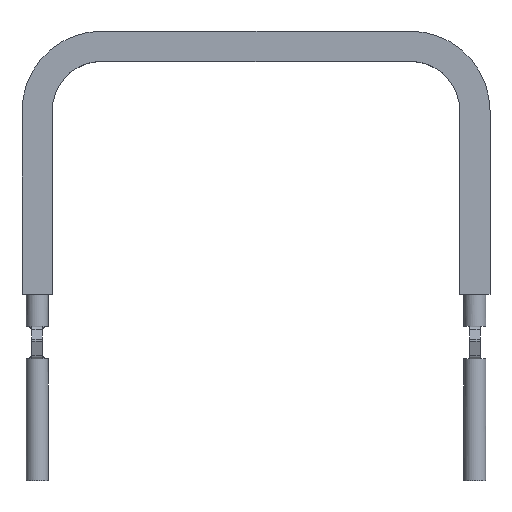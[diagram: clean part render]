
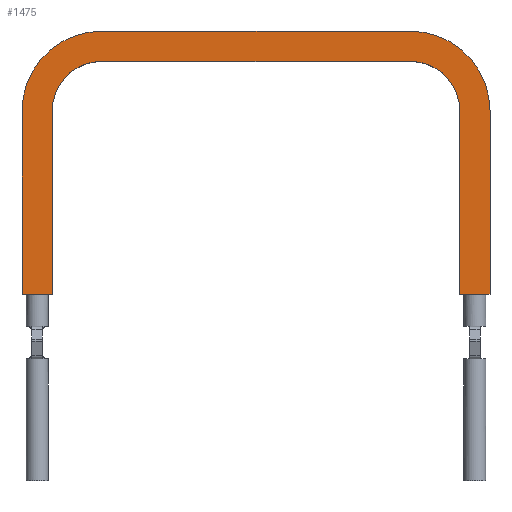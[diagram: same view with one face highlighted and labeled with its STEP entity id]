
A CAD part, top view. The second image highlights one B-rep face of the part: STEP entity #1475.
In plain terms, the highlighted planar face has unit normal (0, 0, 1).
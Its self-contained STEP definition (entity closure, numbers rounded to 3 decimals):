
#41=PLANE('',#1613);
#122=LINE('',#2367,#247);
#155=LINE('',#2854,#280);
#161=LINE('',#2866,#286);
#164=LINE('',#2872,#289);
#166=LINE('',#2877,#291);
#171=LINE('',#2893,#296);
#174=LINE('',#2908,#299);
#176=LINE('',#2911,#301);
#247=VECTOR('',#1774,1.);
#280=VECTOR('',#1835,1.);
#286=VECTOR('',#1843,1.);
#289=VECTOR('',#1848,1.);
#291=VECTOR('',#1852,1.);
#296=VECTOR('',#1871,1.);
#299=VECTOR('',#1890,1.);
#301=VECTOR('',#1894,1.);
#403=FACE_OUTER_BOUND('',#493,.T.);
#493=EDGE_LOOP('',(#1182,#1183,#1184,#1185,#1186,#1187,#1188,#1189,#1190,
#1191,#1192,#1193));
#571=CIRCLE('',#1599,1.294);
#573=CIRCLE('',#1602,2.081);
#575=CIRCLE('',#1607,1.294);
#577=CIRCLE('',#1610,2.081);
#656=VERTEX_POINT('',#2364);
#657=VERTEX_POINT('',#2366);
#704=VERTEX_POINT('',#2851);
#705=VERTEX_POINT('',#2853);
#708=VERTEX_POINT('',#2860);
#710=VERTEX_POINT('',#2864);
#711=VERTEX_POINT('',#2868);
#714=VERTEX_POINT('',#2875);
#715=VERTEX_POINT('',#2880);
#717=VERTEX_POINT('',#2889);
#719=VERTEX_POINT('',#2896);
#722=VERTEX_POINT('',#2903);
#813=EDGE_CURVE('',#656,#657,#122,.T.);
#870=EDGE_CURVE('',#704,#705,#155,.T.);
#876=EDGE_CURVE('',#708,#710,#161,.T.);
#879=EDGE_CURVE('',#711,#705,#164,.T.);
#881=EDGE_CURVE('',#714,#704,#166,.T.);
#883=EDGE_CURVE('',#715,#711,#571,.T.);
#886=EDGE_CURVE('',#657,#714,#573,.T.);
#890=EDGE_CURVE('',#717,#715,#171,.T.);
#891=EDGE_CURVE('',#719,#717,#575,.T.);
#895=EDGE_CURVE('',#722,#656,#577,.T.);
#897=EDGE_CURVE('',#722,#708,#174,.T.);
#899=EDGE_CURVE('',#719,#710,#176,.T.);
#1182=ORIENTED_EDGE('',*,*,#876,.T.);
#1183=ORIENTED_EDGE('',*,*,#899,.F.);
#1184=ORIENTED_EDGE('',*,*,#891,.T.);
#1185=ORIENTED_EDGE('',*,*,#890,.T.);
#1186=ORIENTED_EDGE('',*,*,#883,.T.);
#1187=ORIENTED_EDGE('',*,*,#879,.T.);
#1188=ORIENTED_EDGE('',*,*,#870,.F.);
#1189=ORIENTED_EDGE('',*,*,#881,.F.);
#1190=ORIENTED_EDGE('',*,*,#886,.F.);
#1191=ORIENTED_EDGE('',*,*,#813,.F.);
#1192=ORIENTED_EDGE('',*,*,#895,.F.);
#1193=ORIENTED_EDGE('',*,*,#897,.T.);
#1475=ADVANCED_FACE('',(#403),#41,.F.);
#1599=AXIS2_PLACEMENT_3D('',#2881,#1856,#1857);
#1602=AXIS2_PLACEMENT_3D('',#2886,#1863,#1864);
#1607=AXIS2_PLACEMENT_3D('',#2897,#1876,#1877);
#1610=AXIS2_PLACEMENT_3D('',#2905,#1884,#1885);
#1613=AXIS2_PLACEMENT_3D('',#2910,#1892,#1893);
#1774=DIRECTION('',(1.,0.,0.));
#1835=DIRECTION('',(-1.,0.,0.));
#1843=DIRECTION('',(1.,0.,0.));
#1848=DIRECTION('',(0.,-1.,0.));
#1852=DIRECTION('',(0.,-1.,0.));
#1856=DIRECTION('center_axis',(0.,0.,-1.));
#1857=DIRECTION('ref_axis',(-1.,0.,0.));
#1863=DIRECTION('center_axis',(0.,0.,-1.));
#1864=DIRECTION('ref_axis',(-1.,0.,0.));
#1871=DIRECTION('',(1.,0.,0.));
#1876=DIRECTION('center_axis',(0.,0.,-1.));
#1877=DIRECTION('ref_axis',(-1.,0.,0.));
#1884=DIRECTION('center_axis',(0.,0.,-1.));
#1885=DIRECTION('ref_axis',(-1.,0.,0.));
#1890=DIRECTION('',(0.,-1.,0.));
#1892=DIRECTION('center_axis',(0.,0.,-1.));
#1893=DIRECTION('ref_axis',(-1.,0.,0.));
#1894=DIRECTION('',(0.,-1.,0.));
#2364=CARTESIAN_POINT('',(-4.028,8.55,0.844));
#2366=CARTESIAN_POINT('',(4.028,8.55,0.844));
#2367=CARTESIAN_POINT('',(-4.028,8.55,0.844));
#2851=CARTESIAN_POINT('',(6.109,1.688,0.844));
#2853=CARTESIAN_POINT('',(5.321,1.688,0.844));
#2854=CARTESIAN_POINT('',(5.321,1.688,0.844));
#2860=CARTESIAN_POINT('',(-6.109,1.688,0.844));
#2864=CARTESIAN_POINT('',(-5.321,1.688,0.844));
#2866=CARTESIAN_POINT('',(-5.321,1.688,0.844));
#2868=CARTESIAN_POINT('',(5.321,6.469,0.844));
#2872=CARTESIAN_POINT('',(5.321,6.469,0.844));
#2875=CARTESIAN_POINT('',(6.109,6.469,0.844));
#2877=CARTESIAN_POINT('',(6.109,6.469,0.844));
#2880=CARTESIAN_POINT('',(4.028,7.763,0.844));
#2881=CARTESIAN_POINT('Origin',(4.028,6.469,0.844));
#2886=CARTESIAN_POINT('Origin',(4.028,6.469,0.844));
#2889=CARTESIAN_POINT('',(-4.028,7.763,0.844));
#2893=CARTESIAN_POINT('',(-4.028,7.763,0.844));
#2896=CARTESIAN_POINT('',(-5.321,6.469,0.844));
#2897=CARTESIAN_POINT('Origin',(-4.028,6.469,0.844));
#2903=CARTESIAN_POINT('',(-6.109,6.469,0.844));
#2905=CARTESIAN_POINT('Origin',(-4.028,6.469,0.844));
#2908=CARTESIAN_POINT('',(-6.109,6.469,0.844));
#2910=CARTESIAN_POINT('Origin',(-5.321,6.469,0.844));
#2911=CARTESIAN_POINT('',(-5.321,6.469,0.844));
